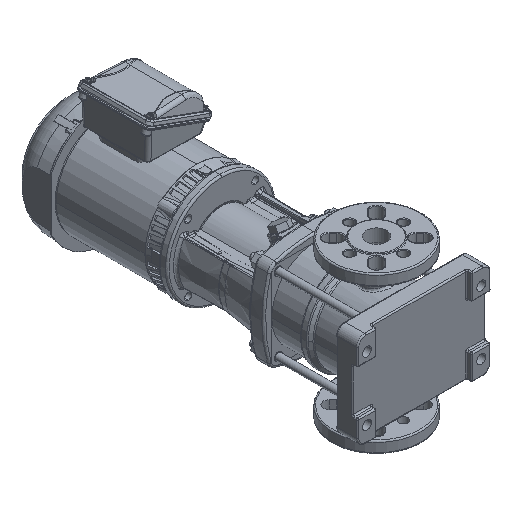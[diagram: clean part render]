
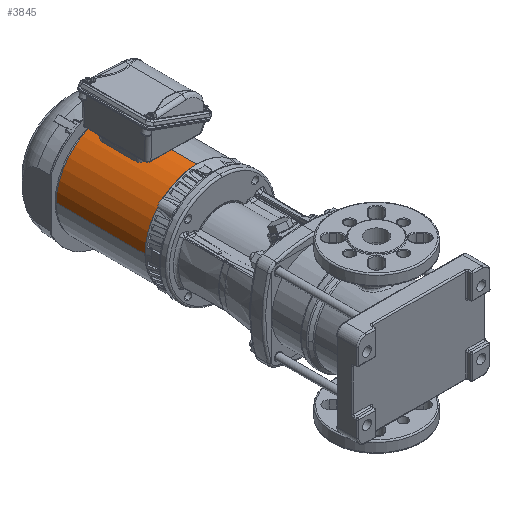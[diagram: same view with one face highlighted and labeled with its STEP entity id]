
A CAD part, isometric view. The second image highlights one B-rep face of the part: STEP entity #3845.
In plain terms, the highlighted cylindrical face has radius 81.875 mm (diameter 163.75 mm), a partial arc.
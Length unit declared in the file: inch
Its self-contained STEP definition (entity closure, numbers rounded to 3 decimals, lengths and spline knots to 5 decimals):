
#3845 = ADVANCED_FACE ( 'NONE', ( #10386 ), #51027, .T. ) ;
#10386 = FACE_OUTER_BOUND ( 'NONE', #67170, .T. ) ;
#10546 = ORIENTED_EDGE ( 'NONE', *, *, #25679, .T. ) ;
#11262 = CIRCLE ( 'NONE', #97122, 3.22343 ) ;
#12571 = CARTESIAN_POINT ( 'NONE',  ( 24.55814, 0.67588, 3.22343 ) ) ;
#13965 = VERTEX_POINT ( 'NONE', #67704 ) ;
#17013 = DIRECTION ( 'NONE',  ( -1., 0., 0. ) ) ;
#18119 = VERTEX_POINT ( 'NONE', #99163 ) ;
#21858 = EDGE_CURVE ( 'NONE', #18119, #96157, #11262, .T. ) ;
#22146 = DIRECTION ( 'NONE',  ( -1., 0., 0. ) ) ;
#25679 = EDGE_CURVE ( 'NONE', #13965, #75166, #83382, .T. ) ;
#25719 = AXIS2_PLACEMENT_3D ( 'NONE', #92168, #17013, #69683 ) ;
#25911 = DIRECTION ( 'NONE',  ( -1., 0., 0. ) ) ;
#32578 = VECTOR ( 'NONE', #25911, 39.37008 ) ;
#33517 = DIRECTION ( 'NONE',  ( 1., 0., 0. ) ) ;
#47143 = DIRECTION ( 'NONE',  ( -1., 0., 0. ) ) ;
#48897 = CARTESIAN_POINT ( 'NONE',  ( -1.98416, 0.67588, 0. ) ) ;
#51027 = CYLINDRICAL_SURFACE ( 'NONE', #25719, 3.22343 ) ;
#51672 = ORIENTED_EDGE ( 'NONE', *, *, #60994, .T. ) ;
#55166 = ORIENTED_EDGE ( 'NONE', *, *, #72261, .F. ) ;
#60994 = EDGE_CURVE ( 'NONE', #96157, #13965, #80596, .T. ) ;
#66969 = DIRECTION ( 'NONE',  ( 0., -1., 0. ) ) ;
#67170 = EDGE_LOOP ( 'NONE', ( #67345, #51672, #10546, #55166 ) ) ;
#67345 = ORIENTED_EDGE ( 'NONE', *, *, #21858, .T. ) ;
#67704 = CARTESIAN_POINT ( 'NONE',  ( -1.98416, 0.67588, 3.22343 ) ) ;
#69683 = DIRECTION ( 'NONE',  ( 0., 0., 1. ) ) ;
#72261 = EDGE_CURVE ( 'NONE', #18119, #75166, #99968, .T. ) ;
#73160 = DIRECTION ( 'NONE',  ( 0., 1., 0. ) ) ;
#75166 = VERTEX_POINT ( 'NONE', #82650 ) ;
#79967 = AXIS2_PLACEMENT_3D ( 'NONE', #48897, #33517, #66969 ) ;
#80596 = LINE ( 'NONE', #12571, #84435 ) ;
#82650 = CARTESIAN_POINT ( 'NONE',  ( -1.98416, -2.54755, 0.00056 ) ) ;
#82967 = CARTESIAN_POINT ( 'NONE',  ( 3.52765, 0.67588, 0. ) ) ;
#83382 = CIRCLE ( 'NONE', #79967, 3.22343 ) ;
#84435 = VECTOR ( 'NONE', #47143, 39.37008 ) ;
#87919 = CARTESIAN_POINT ( 'NONE',  ( 3.52765, 0.67588, 3.22343 ) ) ;
#92168 = CARTESIAN_POINT ( 'NONE',  ( 24.55814, 0.67588, 0. ) ) ;
#96157 = VERTEX_POINT ( 'NONE', #87919 ) ;
#97122 = AXIS2_PLACEMENT_3D ( 'NONE', #82967, #22146, #73160 ) ;
#99163 = CARTESIAN_POINT ( 'NONE',  ( 3.52765, -2.54755, 0.00056 ) ) ;
#99968 = LINE ( 'NONE', #101070, #32578 ) ;
#101070 = CARTESIAN_POINT ( 'NONE',  ( 24.55814, -2.54755, 0.00056 ) ) ;
